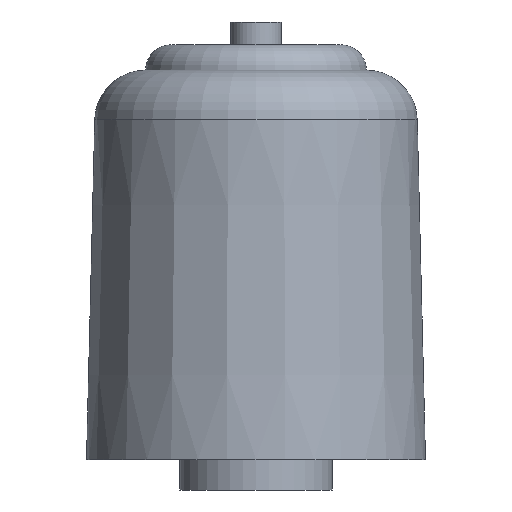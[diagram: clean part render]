
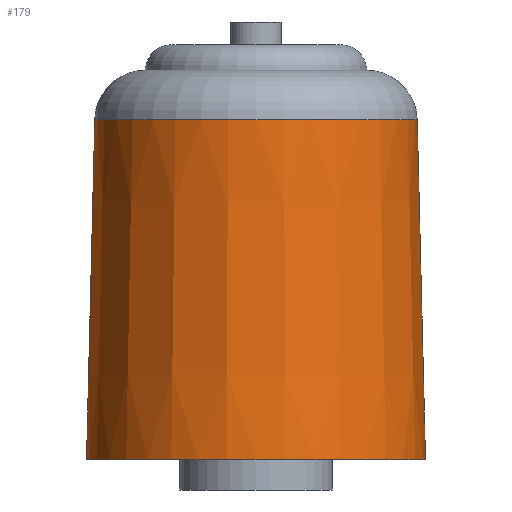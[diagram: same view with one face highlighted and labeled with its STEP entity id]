
A CAD part, left-side view. The second image highlights one B-rep face of the part: STEP entity #179.
In plain terms, the highlighted conical face has half-angle 1.384 degrees and reference radius 64.85 mm.
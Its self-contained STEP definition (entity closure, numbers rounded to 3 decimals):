
#16=CONICAL_SURFACE('',#212,64.85,1.384);
#33=FACE_BOUND('',#72,.T.);
#49=FACE_OUTER_BOUND('',#71,.T.);
#71=EDGE_LOOP('',(#151));
#72=EDGE_LOOP('',(#152));
#95=CIRCLE('',#211,63.471);
#96=CIRCLE('',#213,66.7);
#111=VERTEX_POINT('',#318);
#112=VERTEX_POINT('',#321);
#127=EDGE_CURVE('',#111,#111,#95,.T.);
#128=EDGE_CURVE('',#112,#112,#96,.T.);
#151=ORIENTED_EDGE('',*,*,#128,.F.);
#152=ORIENTED_EDGE('',*,*,#127,.F.);
#179=ADVANCED_FACE('',(#49,#33),#16,.T.);
#211=AXIS2_PLACEMENT_3D('',#319,#261,#262);
#212=AXIS2_PLACEMENT_3D('',#320,#263,#264);
#213=AXIS2_PLACEMENT_3D('',#322,#265,#266);
#261=DIRECTION('center_axis',(0.,0.,
1.));
#262=DIRECTION('ref_axis',(0.,-1.,0.));
#263=DIRECTION('center_axis',(0.,0.,-1.));
#264=DIRECTION('ref_axis',(0.,1.,0.));
#265=DIRECTION('center_axis',(0.,0.,-1.));
#266=DIRECTION('ref_axis',(0.,1.,0.));
#318=CARTESIAN_POINT('',(0.,63.471,145.683));
#319=CARTESIAN_POINT('Origin',(0.,0.,
145.683));
#320=CARTESIAN_POINT('Origin',(0.,0.,88.6));
#321=CARTESIAN_POINT('',(0.,66.7,12.));
#322=CARTESIAN_POINT('Origin',(0.,0.,12.));
